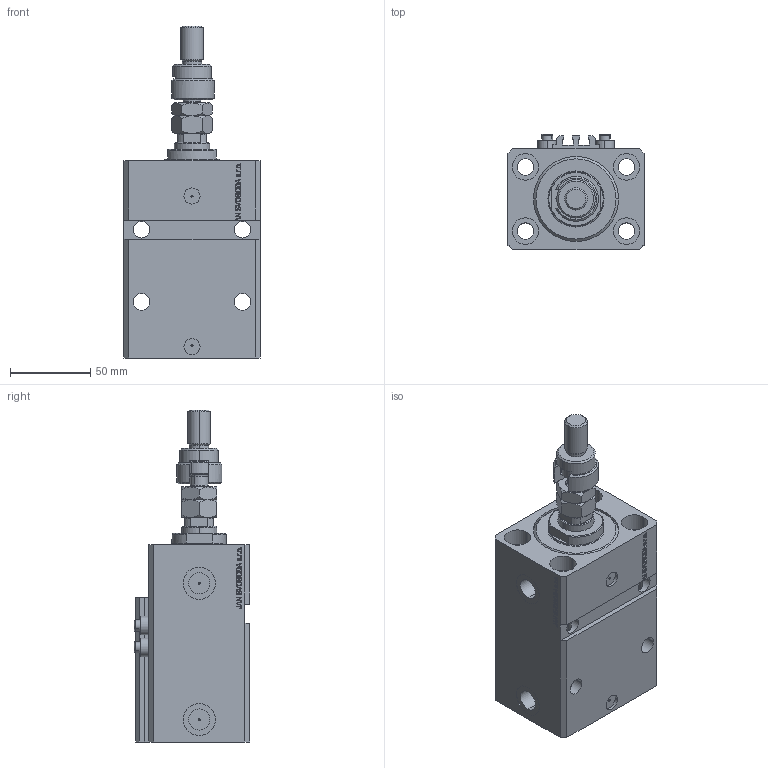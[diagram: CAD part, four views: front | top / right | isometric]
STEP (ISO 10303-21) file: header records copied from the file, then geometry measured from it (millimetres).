
FILE_DESCRIPTION (( 'STEP AP203' ), '1' );
FILE_NAME ('212f.STEP', '2023-10-07T15:29:10', ( '' ), ( '' ), 'SwSTEP 2.0', 'SolidWorks 2019', '' );
FILE_SCHEMA (( 'CONFIG_CONTROL_DESIGN' ));
Length unit declared in the file: millimetre
Products named in the file (8): ALLEN BOLT V250CE 9ffb2569adef8ece6aa134efa706ce89; DFA 9ffb2569adef8ece6aa134efa706ce89; MFA 9ffb2569adef8ece6aa134efa706ce89; V250CE_E_Body 9ffb2569adef8ece6aa134efa706ce89; V250CE_C_VCP 9ffb2569adef8ece6aa134efa706ce89; 212f; FEMALE_PART_FOR_DFA 9ffb2569adef8ece6aa134efa706ce89; V250CE_VC_E 9ffb2569adef8ece6aa134efa706ce89
Assembly tree (10 placements, depth 3):
  212f
    V250CE_E_Body 9ffb2569adef8ece6aa134efa706ce89
    ALLEN BOLT V250CE 9ffb2569adef8ece6aa134efa706ce89  x4
    V250CE_C_VCP 9ffb2569adef8ece6aa134efa706ce89
    V250CE_VC_E 9ffb2569adef8ece6aa134efa706ce89
    DFA 9ffb2569adef8ece6aa134efa706ce89
      FEMALE_PART_FOR_DFA 9ffb2569adef8ece6aa134efa706ce89
      MFA 9ffb2569adef8ece6aa134efa706ce89
Bounding box: 85 x 72 x 207 mm (x, y, z)
Volume: 578553.3 mm3; surface area: 127288.9 mm2
Topology: 10 solids, 10 shells, 1192 faces, 2951 edges, 1889 vertices
Faces by surface type: plane 563, bspline 356, cylinder 159, cone 96, torus 18
Entity records: 50916 total; most frequent: CARTESIAN_POINT 25735, ORIENTED_EDGE 5592, DIRECTION 3824, EDGE_CURVE 2796, VERTEX_POINT 1805, LINE 1660, VECTOR 1660, EDGE_LOOP 1257
